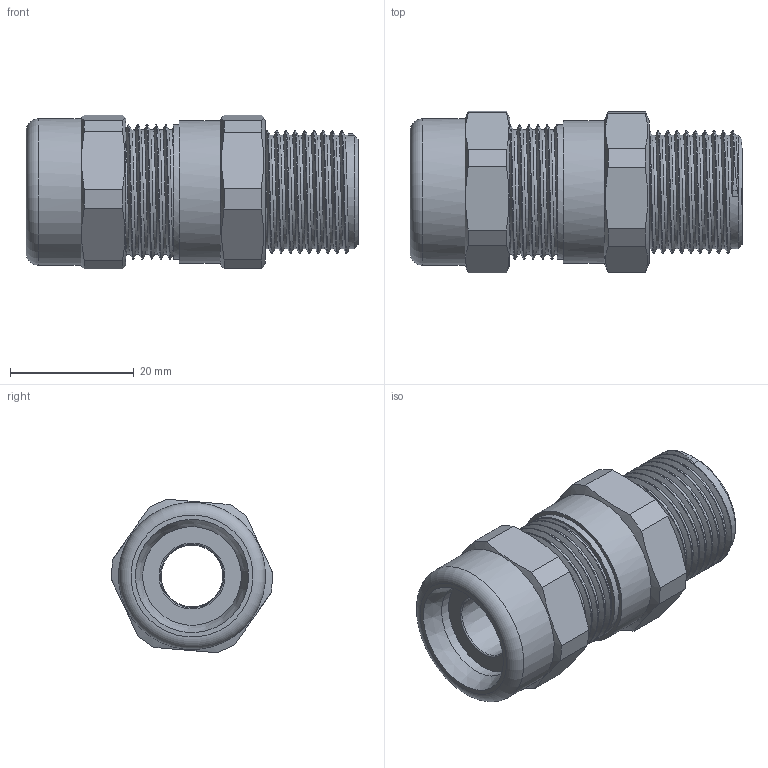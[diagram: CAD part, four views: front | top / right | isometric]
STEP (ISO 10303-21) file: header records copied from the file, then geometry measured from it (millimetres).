
FILE_DESCRIPTION(/* description */ ('RN EX M'),/* implementation_level */ '2;1');
FILE_NAME(/* name */ 'RN16M20KNP-RST.stp',/* time_stamp */ '2022-06-02T09:17:08+02:00',/* author */ ('sl'),/* organization */ (''),/* preprocessor_version */ 'ST-DEVELOPER v16.5',/* originating_system */ 'Autodesk Inventor 2017',/* authorisation */ '');
FILE_SCHEMA (('AUTOMOTIVE_DESIGN { 1 0 10303 214 3 1 1 }'));
Length unit declared in the file: millimetre
Products named in the file (5): RN16M20KNP; RN16M20KNP_1; RN16M20KNP_2; RN16M20KNP_3; RN16M20KNP_4
Assembly tree (4 placements, depth 2):
  RN16M20KNP
    RN16M20KNP_1
    RN16M20KNP_2
    RN16M20KNP_3
    RN16M20KNP_4
Bounding box: 53.55 x 26.12 x 24.78 mm (x, y, z)
Volume: 14535.7 mm3; surface area: 12249.5 mm2
Topology: 4 solids, 4 shells, 102 faces, 250 edges, 161 vertices
Faces by surface type: plane 42, cylinder 37, cone 13, bspline 6, torus 4
Full cylindrical faces by diameter (mm): 9.92 x1, 10.8 x1, 15.88 x1, 17.48 x1, 17.6 x1, 17.92 x1, 20 x1, 20.158 x6, 20.53 x6, 21.68 x7, 23 x1, 23.7 x1
Entity records: 6406 total; most frequent: CARTESIAN_POINT 4712, ORIENTED_EDGE 312, DIRECTION 295, EDGE_CURVE 156, AXIS2_PLACEMENT_3D 131, EDGE_LOOP 125, VERTEX_POINT 115, FACE_OUTER_BOUND 83
